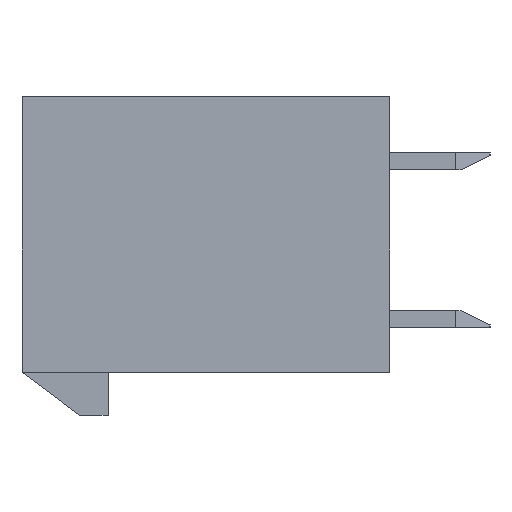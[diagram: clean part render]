
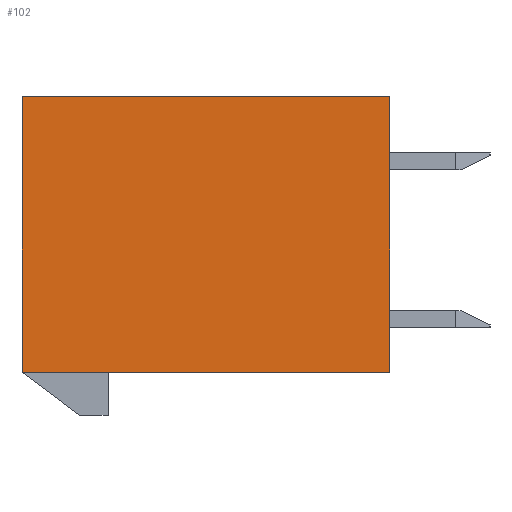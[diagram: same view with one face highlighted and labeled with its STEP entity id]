
A CAD part, left-side view. The second image highlights one B-rep face of the part: STEP entity #102.
In plain terms, the highlighted planar face has unit normal (-1, 0, 0).
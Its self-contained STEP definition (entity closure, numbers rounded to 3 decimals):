
#102=ADVANCED_FACE('',(#670),#671,.F.);
#670=FACE_OUTER_BOUND('',#1826,.T.);
#671=PLANE('',#1827);
#1826=EDGE_LOOP('',(#2987,#2988,#2989,#2990));
#1827=AXIS2_PLACEMENT_3D('',#2991,#2992,#2993);
#2987=ORIENTED_EDGE('',*,*,#7246,.F.);
#2988=ORIENTED_EDGE('',*,*,#7247,.F.);
#2989=ORIENTED_EDGE('',*,*,#7248,.F.);
#2990=ORIENTED_EDGE('',*,*,#7249,.F.);
#2991=CARTESIAN_POINT('',(-25.8,0.0,0.0));
#2992=DIRECTION('',(1.0,0.0,0.0));
#2993=DIRECTION('',(0.0,1.0,0.0));
#7246=EDGE_CURVE('',#8724,#8725,#8726,.T.);
#7247=EDGE_CURVE('',#8727,#8724,#8728,.T.);
#7248=EDGE_CURVE('',#8729,#8727,#8730,.T.);
#7249=EDGE_CURVE('',#8725,#8729,#8731,.T.);
#8724=VERTEX_POINT('',#10942);
#8725=VERTEX_POINT('',#10943);
#8726=LINE('',#10944,#10945);
#8727=VERTEX_POINT('',#10946);
#8728=LINE('',#10947,#10948);
#8729=VERTEX_POINT('',#10949);
#8730=LINE('',#10950,#10951);
#8731=LINE('',#10952,#10953);
#10942=CARTESIAN_POINT('',(-25.8,12.8,4.8));
#10943=CARTESIAN_POINT('',(-25.8,0.0,4.8));
#10944=CARTESIAN_POINT('',(-25.8,12.8,4.8));
#10945=VECTOR('',#14482,12.8);
#10946=CARTESIAN_POINT('',(-25.8,12.8,-4.8));
#10947=CARTESIAN_POINT('',(-25.8,12.8,-4.8));
#10948=VECTOR('',#14483,9.6);
#10949=CARTESIAN_POINT('',(-25.8,0.0,-4.8));
#10950=CARTESIAN_POINT('',(-25.8,0.0,-4.8));
#10951=VECTOR('',#14484,12.8);
#10952=CARTESIAN_POINT('',(-25.8,0.0,4.8));
#10953=VECTOR('',#14485,9.6);
#14482=DIRECTION('',(0.0,-1.0,0.0));
#14483=DIRECTION('',(0.0,0.0,1.0));
#14484=DIRECTION('',(0.0,1.0,0.0));
#14485=DIRECTION('',(0.0,0.0,-1.0));
